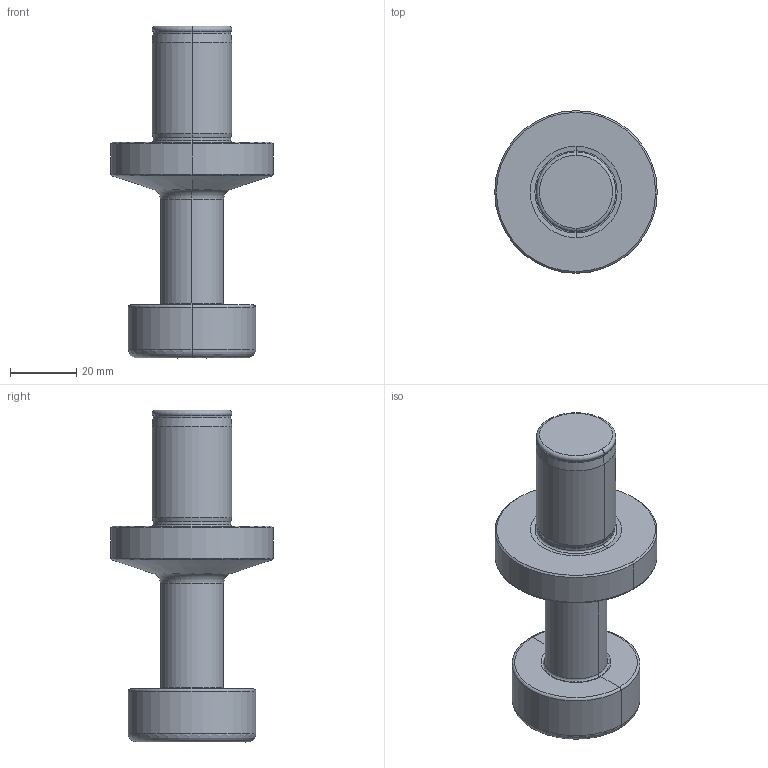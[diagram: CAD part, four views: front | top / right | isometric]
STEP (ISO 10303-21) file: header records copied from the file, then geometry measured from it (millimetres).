
FILE_DESCRIPTION((''),'2;1');
FILE_NAME('15T1F039016Z4R00','2018-06-07T',('zimmermann'),(''),'CREO PARAMETRIC BY PTC INC, 2017020','CREO PARAMETRIC BY PTC INC, 2017020','');
FILE_SCHEMA(('AUTOMOTIVE_DESIGN { 1 0 10303 214 1 1 1 1 }'));
Length unit declared in the file: millimetre
Products named in the file (3): NOCUT; CUT; 15T1F039016Z4R00
Assembly tree (2 placements, depth 2):
  15T1F039016Z4R00
    NOCUT
    CUT
Bounding box: 48.95 x 48.95 x 100 mm (x, y, z)
Volume: 78620 mm3; surface area: 17605.1 mm2
Topology: 2 solids, 2 shells, 70 faces, 140 edges, 75 vertices
Faces by surface type: torus 22, cone 18, cylinder 16, revolution 8, plane 6
Entity records: 3395 total; most frequent: CARTESIAN_POINT 841, DIRECTION 394, ORIENTED_EDGE 276, AXIS2_PLACEMENT_3D 175, PRESENTATION_STYLE_ASSIGNMENT 154, STYLED_ITEM 154, CURVE_STYLE 152, EDGE_CURVE 138
